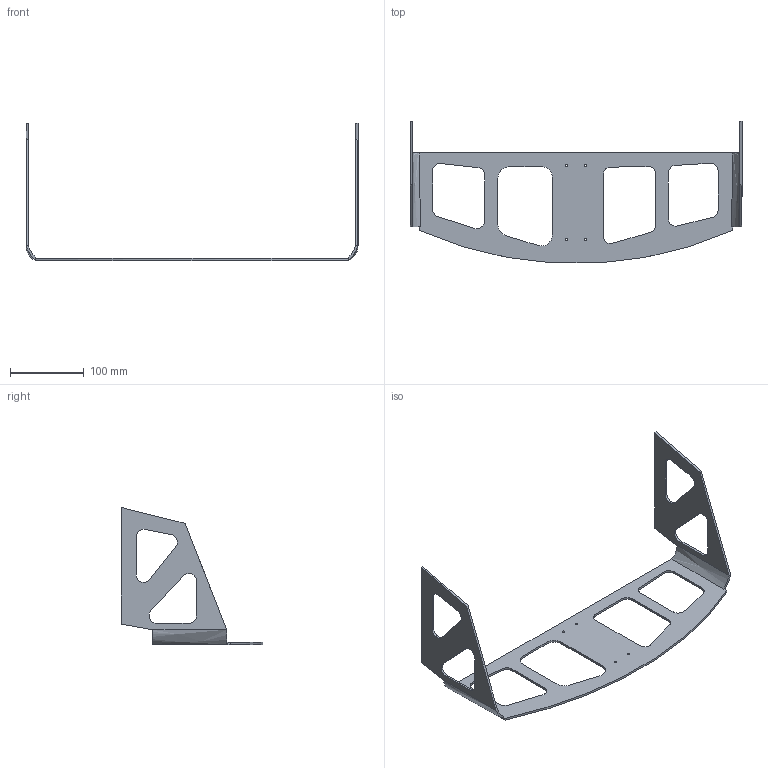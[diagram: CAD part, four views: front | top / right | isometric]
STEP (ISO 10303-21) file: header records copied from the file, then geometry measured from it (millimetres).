
FILE_DESCRIPTION(/* description */ ('Part 1'),/* implementation_level */ '2;1');
FILE_NAME(/* name */ 'tail.step',/* time_stamp */ '2026-01-05T21:58:08+05:30',/* author */ (''),/* organization */ (''),/* preprocessor_version */ 'ST-DEVELOPER v20.1',/* originating_system */ 'Autodesk Translation Framework v14.21.0.0',/* authorisation */ '');
FILE_SCHEMA (('AUTOMOTIVE_DESIGN { 1 0 10303 214 3 1 1 }'));
Length unit declared in the file: metre
Products named in the file (1): Part 1
Bounding box: 450 x 192.07 x 185.75 mm (x, y, z)
Volume: 181595.1 mm3; surface area: 132975.2 mm2
Topology: 1 solids, 1 shells, 91 faces, 256 edges, 167 vertices
Faces by surface type: plane 54, cylinder 33, bspline 4
Full cylindrical faces by diameter (mm): 3 x4
Entity records: 3387 total; most frequent: CARTESIAN_POINT 938, ORIENTED_EDGE 512, DIRECTION 478, EDGE_CURVE 256, LINE 170, VECTOR 170, VERTEX_POINT 167, AXIS2_PLACEMENT_3D 154
